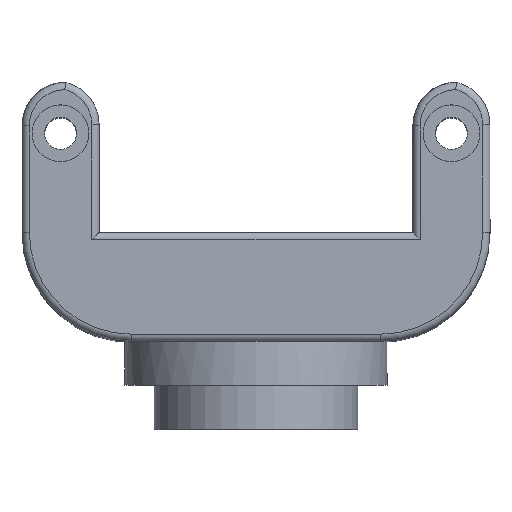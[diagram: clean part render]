
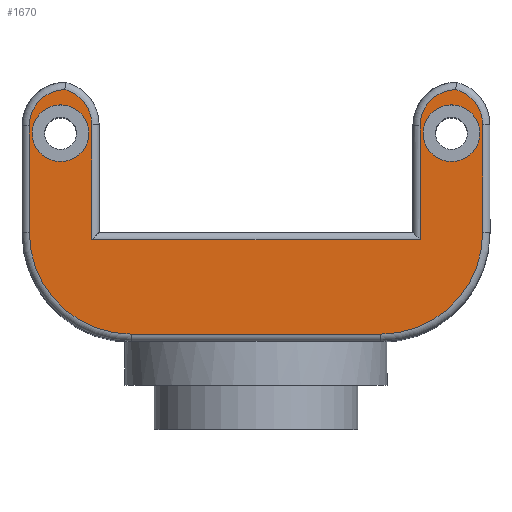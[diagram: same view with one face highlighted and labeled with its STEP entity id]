
A CAD part, top view. The second image highlights one B-rep face of the part: STEP entity #1670.
In plain terms, the highlighted planar face has unit normal (0, 0, 1).
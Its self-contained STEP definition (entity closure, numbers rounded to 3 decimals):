
#38=FACE_BOUND('',#534,.T.);
#39=FACE_BOUND('',#535,.T.);
#65=PLANE('',#1853);
#126=LINE('',#2697,#244);
#128=LINE('',#2744,#246);
#131=LINE('',#2758,#249);
#133=LINE('',#2770,#251);
#134=LINE('',#2776,#252);
#137=LINE('',#2785,#255);
#244=VECTOR('',#2102,10.);
#246=VECTOR('',#2126,10.);
#249=VECTOR('',#2141,10.);
#251=VECTOR('',#2155,10.);
#252=VECTOR('',#2164,10.);
#255=VECTOR('',#2177,10.);
#420=FACE_OUTER_BOUND('',#533,.T.);
#533=EDGE_LOOP('',(#1315,#1316,#1317,#1318,#1319,#1320,#1321,#1322,#1323,
#1324,#1325,#1326));
#534=EDGE_LOOP('',(#1327));
#535=EDGE_LOOP('',(#1328));
#659=CIRCLE('',#1804,2.5);
#662=CIRCLE('',#1808,2.5);
#668=CIRCLE('',#1816,7.);
#672=CIRCLE('',#1822,7.);
#675=CIRCLE('',#1827,2.5);
#678=CIRCLE('',#1832,2.5);
#690=CIRCLE('',#1854,1.95);
#691=CIRCLE('',#1855,1.95);
#785=VERTEX_POINT('',#2694);
#786=VERTEX_POINT('',#2696);
#787=VERTEX_POINT('',#2700);
#788=VERTEX_POINT('',#2701);
#791=VERTEX_POINT('',#2720);
#792=VERTEX_POINT('',#2721);
#795=VERTEX_POINT('',#2740);
#797=VERTEX_POINT('',#2746);
#799=VERTEX_POINT('',#2752);
#802=VERTEX_POINT('',#2760);
#804=VERTEX_POINT('',#2766);
#806=VERTEX_POINT('',#2775);
#830=VERTEX_POINT('',#2849);
#831=VERTEX_POINT('',#2851);
#950=EDGE_CURVE('',#785,#786,#126,.T.);
#952=EDGE_CURVE('',#787,#788,#659,.T.);
#956=EDGE_CURVE('',#791,#792,#662,.T.);
#962=EDGE_CURVE('',#792,#795,#128,.T.);
#965=EDGE_CURVE('',#795,#797,#668,.T.);
#969=EDGE_CURVE('',#797,#799,#131,.T.);
#972=EDGE_CURVE('',#799,#802,#672,.T.);
#975=EDGE_CURVE('',#802,#804,#133,.T.);
#977=EDGE_CURVE('',#804,#787,#675,.T.);
#978=EDGE_CURVE('',#786,#806,#134,.T.);
#982=EDGE_CURVE('',#806,#791,#678,.T.);
#984=EDGE_CURVE('',#788,#785,#137,.T.);
#1017=EDGE_CURVE('',#830,#830,#690,.T.);
#1018=EDGE_CURVE('',#831,#831,#691,.T.);
#1315=ORIENTED_EDGE('',*,*,#956,.F.);
#1316=ORIENTED_EDGE('',*,*,#982,.F.);
#1317=ORIENTED_EDGE('',*,*,#978,.F.);
#1318=ORIENTED_EDGE('',*,*,#950,.F.);
#1319=ORIENTED_EDGE('',*,*,#984,.F.);
#1320=ORIENTED_EDGE('',*,*,#952,.F.);
#1321=ORIENTED_EDGE('',*,*,#977,.F.);
#1322=ORIENTED_EDGE('',*,*,#975,.F.);
#1323=ORIENTED_EDGE('',*,*,#972,.F.);
#1324=ORIENTED_EDGE('',*,*,#969,.F.);
#1325=ORIENTED_EDGE('',*,*,#965,.F.);
#1326=ORIENTED_EDGE('',*,*,#962,.F.);
#1327=ORIENTED_EDGE('',*,*,#1017,.T.);
#1328=ORIENTED_EDGE('',*,*,#1018,.T.);
#1670=ADVANCED_FACE('',(#420,#38,#39),#65,.T.);
#1804=AXIS2_PLACEMENT_3D('',#2702,#2107,#2108);
#1808=AXIS2_PLACEMENT_3D('',#2722,#2115,#2116);
#1816=AXIS2_PLACEMENT_3D('',#2750,#2133,#2134);
#1822=AXIS2_PLACEMENT_3D('',#2764,#2148,#2149);
#1827=AXIS2_PLACEMENT_3D('',#2773,#2160,#2161);
#1832=AXIS2_PLACEMENT_3D('',#2782,#2172,#2173);
#1853=AXIS2_PLACEMENT_3D('',#2848,#2237,#2238);
#1854=AXIS2_PLACEMENT_3D('',#2850,#2239,#2240);
#1855=AXIS2_PLACEMENT_3D('',#2852,#2241,#2242);
#2102=DIRECTION('',(1.,0.,0.));
#2107=DIRECTION('center_axis',(0.,0.,-1.));
#2108=DIRECTION('ref_axis',(0.785,0.619,0.));
#2115=DIRECTION('center_axis',(0.,0.,-1.));
#2116=DIRECTION('ref_axis',(0.785,0.619,0.));
#2126=DIRECTION('',(0.,-1.,0.));
#2133=DIRECTION('center_axis',(0.,0.,-1.));
#2134=DIRECTION('ref_axis',(0.707,-0.707,0.));
#2141=DIRECTION('',(-1.,0.,0.));
#2148=DIRECTION('center_axis',(0.,0.,-1.));
#2149=DIRECTION('ref_axis',(-0.707,-0.707,0.));
#2155=DIRECTION('',(0.,1.,0.));
#2160=DIRECTION('center_axis',(0.,0.,-1.));
#2161=DIRECTION('ref_axis',(-0.707,0.707,0.));
#2164=DIRECTION('',(0.,1.,0.));
#2172=DIRECTION('center_axis',(0.,0.,-1.));
#2173=DIRECTION('ref_axis',(-0.707,0.707,0.));
#2177=DIRECTION('',(0.,-1.,0.));
#2237=DIRECTION('center_axis',(0.,0.,1.));
#2238=DIRECTION('ref_axis',(0.,-1.,0.));
#2239=DIRECTION('center_axis',(0.,0.,-1.));
#2240=DIRECTION('ref_axis',(1.,0.,0.));
#2241=DIRECTION('center_axis',(0.,0.,-1.));
#2242=DIRECTION('ref_axis',(1.,0.,0.));
#2694=CARTESIAN_POINT('',(-11.275,7.,122.));
#2696=CARTESIAN_POINT('',(11.275,7.,122.));
#2697=CARTESIAN_POINT('',(0.,7.,122.));
#2700=CARTESIAN_POINT('',(-13.134,17.299,122.));
#2701=CARTESIAN_POINT('',(-11.275,14.883,122.));
#2702=CARTESIAN_POINT('Origin',(-13.775,14.883,122.));
#2720=CARTESIAN_POINT('',(13.716,17.299,122.));
#2721=CARTESIAN_POINT('',(15.575,14.883,122.));
#2722=CARTESIAN_POINT('Origin',(13.075,14.883,122.));
#2740=CARTESIAN_POINT('',(15.575,7.5,122.));
#2744=CARTESIAN_POINT('',(15.575,0.979,122.));
#2746=CARTESIAN_POINT('',(8.575,0.5,122.));
#2750=CARTESIAN_POINT('Origin',(8.575,7.5,122.));
#2752=CARTESIAN_POINT('',(-8.575,0.5,122.));
#2758=CARTESIAN_POINT('',(0.,0.5,122.));
#2760=CARTESIAN_POINT('',(-15.575,7.5,122.));
#2764=CARTESIAN_POINT('Origin',(-8.575,7.5,122.));
#2766=CARTESIAN_POINT('',(-15.575,14.8,122.));
#2770=CARTESIAN_POINT('',(-15.575,0.979,122.));
#2773=CARTESIAN_POINT('Origin',(-13.075,14.8,122.));
#2775=CARTESIAN_POINT('',(11.275,14.8,122.));
#2776=CARTESIAN_POINT('',(11.275,4.729,122.));
#2782=CARTESIAN_POINT('Origin',(13.775,14.8,122.));
#2785=CARTESIAN_POINT('',(-11.275,4.729,122.));
#2848=CARTESIAN_POINT('Origin',(0.,1.959,122.));
#2849=CARTESIAN_POINT('',(-15.376,14.3,122.));
#2850=CARTESIAN_POINT('Origin',(-13.426,14.3,122.));
#2851=CARTESIAN_POINT('',(11.475,14.3,122.));
#2852=CARTESIAN_POINT('Origin',(13.425,14.3,122.));
